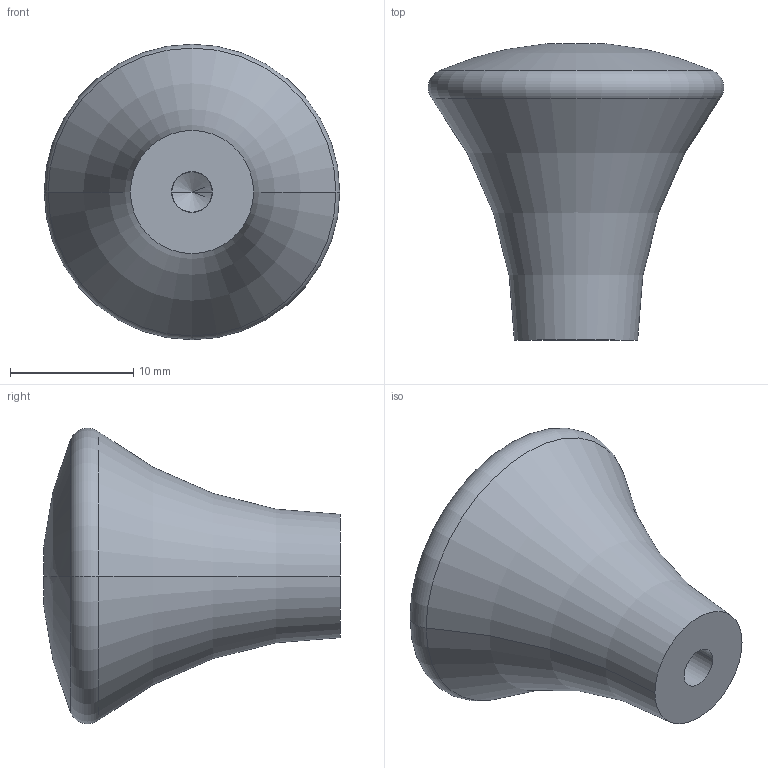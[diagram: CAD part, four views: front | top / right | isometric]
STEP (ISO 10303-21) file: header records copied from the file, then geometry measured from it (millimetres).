
FILE_DESCRIPTION(('Creo Elements/Direct Modeling STEP Export'),'2;1');
FILE_NAME('2037-24.stp','2020-10-08T13:07:50',(''),(''),'Creo Elements/Direct Modeling STEP processor for AP214 (Solid Model)','Creo Elements/Direct Modeling 20.0 12-Nov-2016 (C) Parametric Technology GmbH','');
FILE_SCHEMA(('AUTOMOTIVE_DESIGN { 1 0 10303 214 1 1 1 1 }'));
Length unit declared in the file: millimetre
Products named in the file (1): Knopf
Bounding box: 24 x 24.05 x 24 mm (x, y, z)
Volume: 4690.4 mm3; surface area: 1784.1 mm2
Topology: 1 solids, 1 shells, 17 faces, 34 edges, 19 vertices
Faces by surface type: cylinder 6, torus 4, plane 3, sphere 2, cone 2
Entity records: 422 total; most frequent: DIRECTION 72, ORIENTED_EDGE 64, CARTESIAN_POINT 59, AXIS2_PLACEMENT_3D 32, EDGE_CURVE 32, VERTEX_POINT 19, EDGE_LOOP 19, FACE_OUTER_BOUND 17
